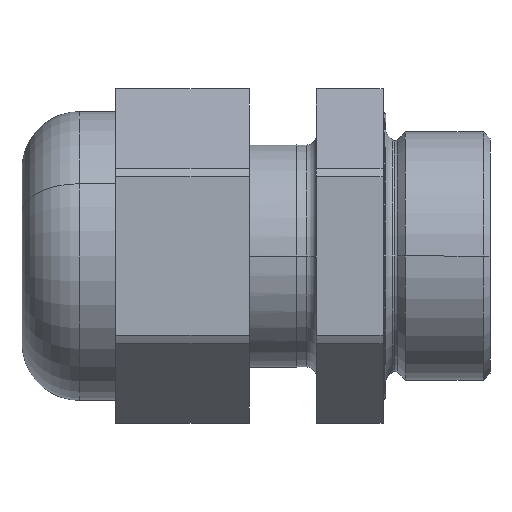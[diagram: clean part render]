
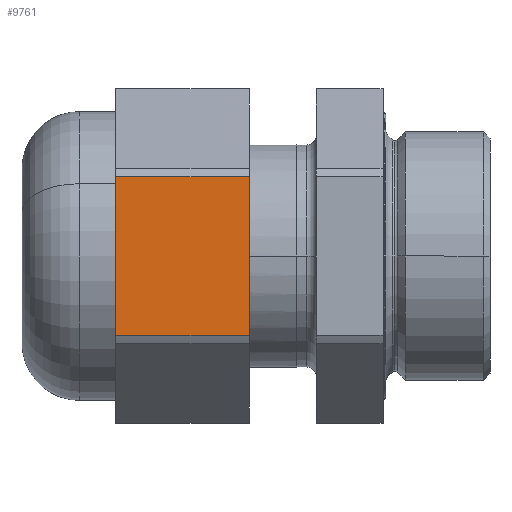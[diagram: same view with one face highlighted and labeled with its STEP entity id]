
A CAD part, left-side view. The second image highlights one B-rep face of the part: STEP entity #9761.
In plain terms, the highlighted face is planar.
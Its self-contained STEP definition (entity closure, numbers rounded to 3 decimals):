
#26 = DIRECTION ( 'NONE',  ( -0.5, 0., 0.866 ) ) ;
#134 = DIRECTION ( 'NONE',  ( 0., -1., 0. ) ) ;
#524 = VECTOR ( 'NONE', #10004, 1000. ) ;
#691 = ORIENTED_EDGE ( 'NONE', *, *, #4256, .T. ) ;
#1102 = DIRECTION ( 'NONE',  ( 0.5, 0., -0.866 ) ) ;
#1500 = AXIS2_PLACEMENT_3D ( 'NONE', #9227, #6009, #1102 ) ;
#2091 = LINE ( 'NONE', #8968, #10281 ) ;
#2678 = LINE ( 'NONE', #4330, #524 ) ;
#2737 = EDGE_LOOP ( 'NONE', ( #691, #6528, #9826, #9214 ) ) ;
#2951 = DIRECTION ( 'NONE',  ( 0., 1., 0. ) ) ;
#3216 = EDGE_CURVE ( 'NONE', #9349, #4869, #2091, .T. ) ;
#3367 = LINE ( 'NONE', #9964, #5573 ) ;
#4129 = VECTOR ( 'NONE', #2951, 1000. ) ;
#4256 = EDGE_CURVE ( 'NONE', #6828, #9349, #3367, .T. ) ;
#4330 = CARTESIAN_POINT ( 'NONE',  ( -6.351, 10., -11. ) ) ;
#4599 = VERTEX_POINT ( 'NONE', #10496 ) ;
#4869 = VERTEX_POINT ( 'NONE', #5609 ) ;
#5206 = PLANE ( 'NONE',  #1500 ) ;
#5365 = CARTESIAN_POINT ( 'NONE',  ( -6.558, 0., -10.642 ) ) ;
#5573 = VECTOR ( 'NONE', #134, 1000. ) ;
#5609 = CARTESIAN_POINT ( 'NONE',  ( -12.495, 0., -0.358 ) ) ;
#6009 = DIRECTION ( 'NONE',  ( 0.866, 0., 0.5 ) ) ;
#6025 = EDGE_CURVE ( 'NONE', #4869, #4599, #8168, .T. ) ;
#6098 = CARTESIAN_POINT ( 'NONE',  ( -6.558, 10., -10.642 ) ) ;
#6345 = FACE_OUTER_BOUND ( 'NONE', #2737, .T. ) ;
#6378 = EDGE_CURVE ( 'NONE', #6828, #4599, #2678, .T. ) ;
#6528 = ORIENTED_EDGE ( 'NONE', *, *, #3216, .T. ) ;
#6828 = VERTEX_POINT ( 'NONE', #6098 ) ;
#8168 = LINE ( 'NONE', #9482, #4129 ) ;
#8968 = CARTESIAN_POINT ( 'NONE',  ( -6.351, 0., -11. ) ) ;
#9214 = ORIENTED_EDGE ( 'NONE', *, *, #6378, .F. ) ;
#9227 = CARTESIAN_POINT ( 'NONE',  ( -6.351, 10., -11. ) ) ;
#9349 = VERTEX_POINT ( 'NONE', #5365 ) ;
#9482 = CARTESIAN_POINT ( 'NONE',  ( -12.495, -0.001, -0.358 ) ) ;
#9761 = ADVANCED_FACE ( 'NONE', ( #6345 ), #5206, .F. ) ;
#9826 = ORIENTED_EDGE ( 'NONE', *, *, #6025, .T. ) ;
#9964 = CARTESIAN_POINT ( 'NONE',  ( -6.558, -0.001, -10.642 ) ) ;
#10004 = DIRECTION ( 'NONE',  ( -0.5, 0., 0.866 ) ) ;
#10281 = VECTOR ( 'NONE', #26, 1000. ) ;
#10496 = CARTESIAN_POINT ( 'NONE',  ( -12.495, 10., -0.358 ) ) ;
